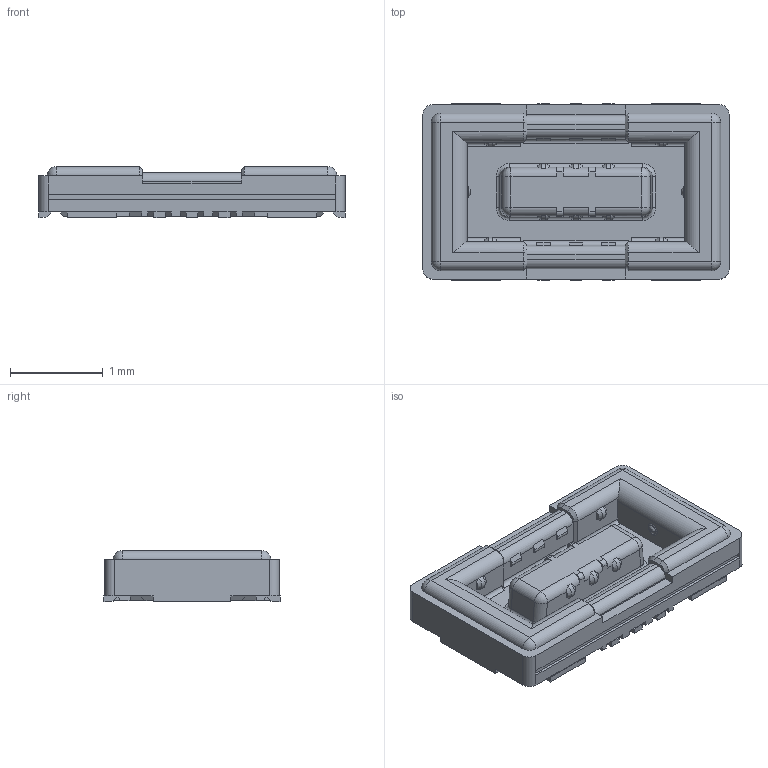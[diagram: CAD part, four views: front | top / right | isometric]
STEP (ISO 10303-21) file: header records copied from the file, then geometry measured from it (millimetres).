
FILE_DESCRIPTION((''),'2;1');
FILE_NAME('PRT0015','2024-05-22T',('gongcheng6'),(''),'PRO/ENGINEER BY PARAMETRIC TECHNOLOGY CORPORATION, 2010280','PRO/ENGINEER BY PARAMETRIC TECHNOLOGY CORPORATION, 2010280','');
FILE_SCHEMA(('CONFIG_CONTROL_DESIGN'));
Length unit declared in the file: millimetre
Products named in the file (1): PRT0015
Bounding box: 3.3 x 1.9 x 0.55 mm (x, y, z)
Volume: 2.3 mm3; surface area: 22.2 mm2
Topology: 1 solids, 9 shells, 387 faces, 1120 edges, 748 vertices
Faces by surface type: plane 257, cylinder 82, cone 28, sphere 8, bspline 8, torus 4
Entity records: 13018 total; most frequent: CARTESIAN_POINT 2801, ORIENTED_EDGE 2124, DIRECTION 2076, EDGE_CURVE 1062, VECTOR 772, LINE 772, VERTEX_POINT 696, AXIS2_PLACEMENT_3D 652
